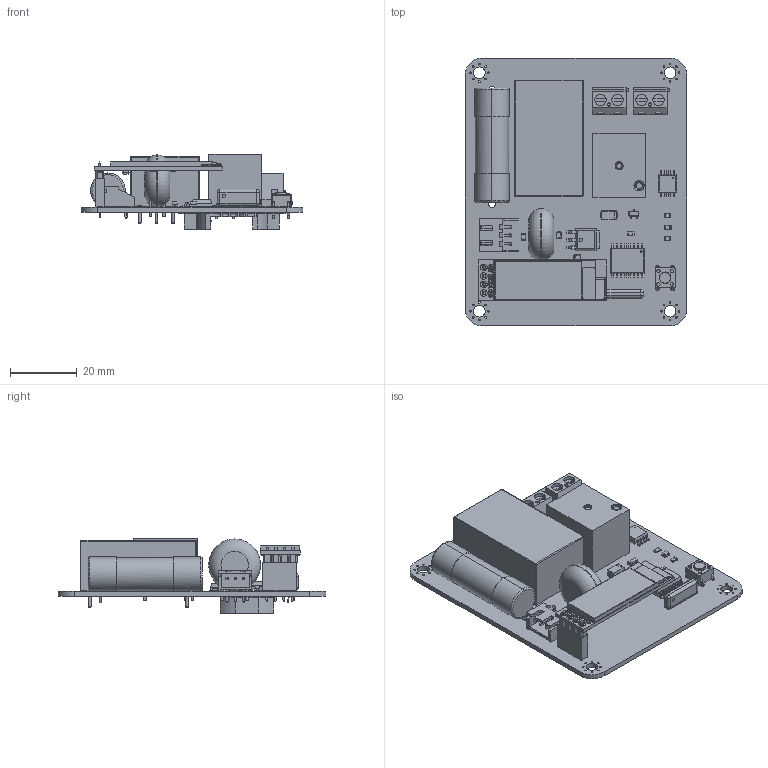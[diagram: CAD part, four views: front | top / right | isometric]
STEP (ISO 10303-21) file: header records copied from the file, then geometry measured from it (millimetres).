
FILE_DESCRIPTION(('KiCad electronic assembly'),'2;1');
FILE_NAME('SOLDERING_IRON_CONTROLLER.step','2026-01-30T05:49:21',( 'Pcbnew'),('Kicad'),'Open CASCADE STEP processor 7.5', 'KiCad to STEP converter','Unknown');
FILE_SCHEMA(('AUTOMOTIVE_DESIGN { 1 0 10303 214 1 1 1 1 }'));
Length unit declared in the file: millimetre
Products named in the file (27): SOLDERING_IRON_CONTROLLER 1; BUSSMANN PV Fuse 10x38mm; R_0805_2012Metric; R_Array_SIP5; SOIC-16W_7.5x10.3mm_P1.27mm; 282837-2--3DModel-STEP-269445; RV_Disc_D15.5mm_W7.5mm_P7.5mm; Converter_ACDC_Hi-Link_HLK-PMxx; SOT-23; SOIC-8_5.3x5.3mm_P1.27mm; JST_XH_S3B-XH-A_1x03_P2.50mm_Horizontal; SRD-05VDC-SL-C; SW_PUSH_6mm; PinSocket_1x04_P2.54mm_Vertical; OLED_0.91_128x32; Pin Header 4 x 1 TH 2.54mm Pitch; RESC-0603; 2SD0601A; LED_0805_2012Metric; TO-252-3_TabPin2; SOLDERING_IRON_CONTROLLER 1.19.1; CP_EIA-2012-15_AVX-P; D_SMA; C_0805_2012Metric; BatteryHolder_Keystone_1058_1x2032; SOLDERING_IRON_CONTROLLER_PCB
Assembly tree (42 placements, depth 3):
  SOLDERING_IRON_CONTROLLER 1
    BUSSMANN PV Fuse 10x38mm
    R_0805_2012Metric  x3
    R_Array_SIP5
    SOIC-16W_7.5x10.3mm_P1.27mm
    282837-2--3DModel-STEP-269445  x2
    RV_Disc_D15.5mm_W7.5mm_P7.5mm
    Converter_ACDC_Hi-Link_HLK-PMxx
    SOT-23
    SOIC-8_5.3x5.3mm_P1.27mm
    JST_XH_S3B-XH-A_1x03_P2.50mm_Horizontal
    SRD-05VDC-SL-C
    SW_PUSH_6mm
    PinSocket_1x04_P2.54mm_Vertical
    OLED_0.91_128x32
      OLED_0.91_128x32
      Pin Header 4 x 1 TH 2.54mm Pitch
      RESC-0603  x13
      2SD0601A
    LED_0805_2012Metric
    TO-252-3_TabPin2
      SOLDERING_IRON_CONTROLLER 1.19.1
    CP_EIA-2012-15_AVX-P  x2
    D_SMA
    C_0805_2012Metric
    BatteryHolder_Keystone_1058_1x2032
    SOLDERING_IRON_CONTROLLER_PCB
Bounding box: 66.25 x 80 x 22.66 mm (x, y, z)
Volume: 31368.6 mm3; surface area: 24497.5 mm2
Topology: 93 solids, 93 shells, 2917 faces, 7528 edges, 4875 vertices
Faces by surface type: plane 2075, cylinder 608, bspline 190, torus 28, sphere 12, cone 4
Full cylindrical faces by diameter (mm): 0.5 x32, 0.72 x2, 0.8 x11, 0.95 x3, 1 x18, 1.1 x4, 1.29 x1, 1.3 x4, 1.32 x4, 1.98 x4, 2 x8, 3.5 x5, 15.5 x1
Entity records: 64596 total; most frequent: CARTESIAN_POINT 13407, ORIENTED_EDGE 10783, DIRECTION 9817, EDGE_CURVE 5392, LINE 4105, VECTOR 4105, VERTEX_POINT 3479, AXIS2_PLACEMENT_3D 2856
